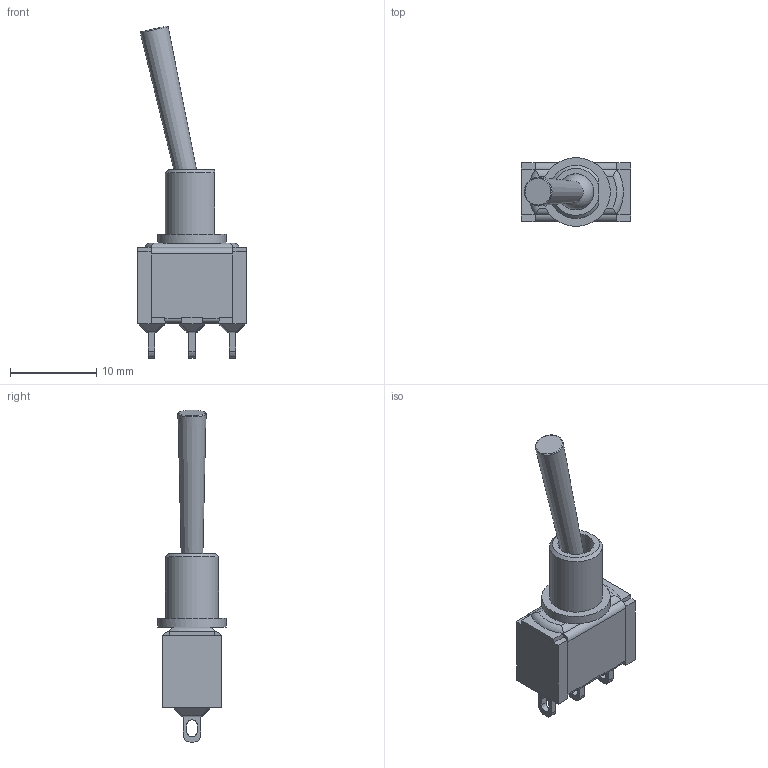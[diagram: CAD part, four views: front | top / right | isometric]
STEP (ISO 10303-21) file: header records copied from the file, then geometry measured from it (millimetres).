
FILE_DESCRIPTION(/* description */ (''),/* implementation_level */ '2;1');
FILE_NAME(/* name */ '100SPxT4B5M1xE.stp',/* time_stamp */ '2026-01-15T15:10:01-06:00',/* author */ ('jmeyers'),/* organization */ (''),/* preprocessor_version */ 'ST-DEVELOPER v18.1',/* originating_system */ 'Autodesk Inventor 2022',/* authorisation */ '');
FILE_SCHEMA (('AUTOMOTIVE_DESIGN { 1 0 10303 214 3 1 1 }'));
Length unit declared in the file: inch
Products named in the file (1): Part65
Bounding box: 12.7 x 7.98 x 38.59 mm (x, y, z)
Volume: 1144.6 mm3; surface area: 1123 mm2
Topology: 1 solids, 1 shells, 214 faces, 534 edges, 318 vertices
Faces by surface type: plane 143, cylinder 52, sphere 14, torus 3, cone 2
Full cylindrical faces by diameter (mm): 4.2 x2, 7.98 x1
Entity records: 6239 total; most frequent: CARTESIAN_POINT 1104, DIRECTION 1072, ORIENTED_EDGE 1042, EDGE_CURVE 521, LINE 384, VECTOR 384, AXIS2_PLACEMENT_3D 344, VERTEX_POINT 318
